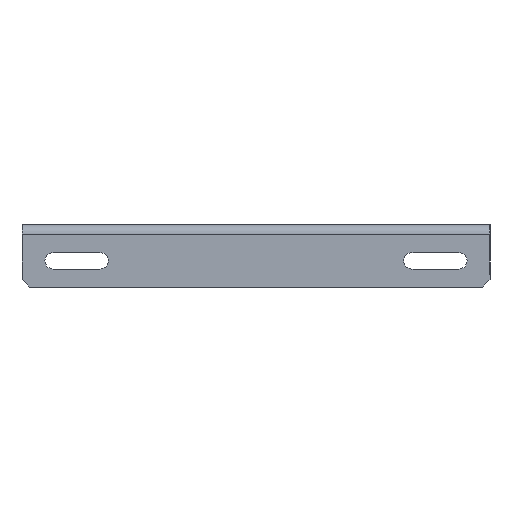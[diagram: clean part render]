
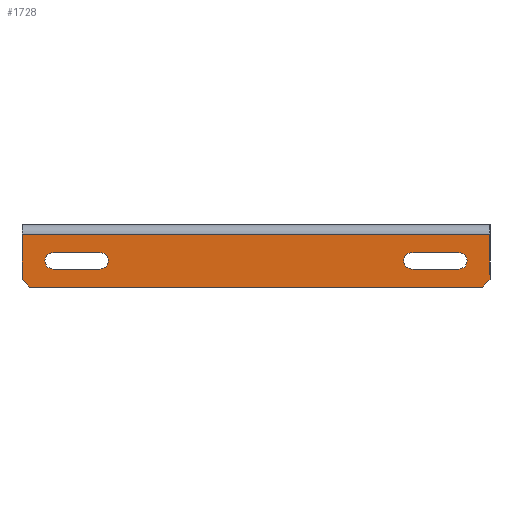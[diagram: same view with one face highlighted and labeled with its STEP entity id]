
A CAD part, front view. The second image highlights one B-rep face of the part: STEP entity #1728.
In plain terms, the highlighted planar face has unit normal (0, -1, 0).
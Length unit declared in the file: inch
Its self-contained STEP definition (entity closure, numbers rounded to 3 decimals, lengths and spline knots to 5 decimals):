
#31 = VERTEX_POINT ( 'NONE', #2541 ) ;
#59 = PLANE ( 'NONE',  #2181 ) ;
#111 = EDGE_CURVE ( 'NONE', #1446, #1692, #1589, .T. ) ;
#119 = VECTOR ( 'NONE', #2278, 39.37008 ) ;
#121 = CIRCLE ( 'NONE', #352, 0.133 ) ;
#180 = DIRECTION ( 'NONE',  ( 0., 1., 0. ) ) ;
#230 = DIRECTION ( 'NONE',  ( -1., 0., 0. ) ) ;
#240 = VECTOR ( 'NONE', #2339, 39.37008 ) ;
#271 = VERTEX_POINT ( 'NONE', #2126 ) ;
#302 = EDGE_CURVE ( 'NONE', #271, #764, #1742, .T. ) ;
#352 = AXIS2_PLACEMENT_3D ( 'NONE', #478, #773, #2053 ) ;
#365 = VECTOR ( 'NONE', #2077, 39.37008 ) ;
#397 = CARTESIAN_POINT ( 'NONE',  ( 3.75, -1.625, -0.154 ) ) ;
#417 = CARTESIAN_POINT ( 'NONE',  ( -3.75, -1.625, -1. ) ) ;
#428 = EDGE_CURVE ( 'NONE', #1675, #271, #963, .T. ) ;
#459 = EDGE_LOOP ( 'NONE', ( #1413, #1249, #1587, #1717 ) ) ;
#478 = CARTESIAN_POINT ( 'NONE',  ( -3.25, -1.625, -0.577 ) ) ;
#499 = CARTESIAN_POINT ( 'NONE',  ( 0., -1.625, -0.154 ) ) ;
#569 = DIRECTION ( 'NONE',  ( 0., 0., 1. ) ) ;
#576 = DIRECTION ( 'NONE',  ( 0., 1., 0. ) ) ;
#584 = VERTEX_POINT ( 'NONE', #397 ) ;
#629 = CARTESIAN_POINT ( 'NONE',  ( -3.25, -1.625, -0.444 ) ) ;
#667 = DIRECTION ( 'NONE',  ( 0.707, 0., 0.707 ) ) ;
#690 = ORIENTED_EDGE ( 'NONE', *, *, #111, .T. ) ;
#699 = ORIENTED_EDGE ( 'NONE', *, *, #2372, .T. ) ;
#713 = CARTESIAN_POINT ( 'NONE',  ( 3.25, -1.625, -0.577 ) ) ;
#723 = VECTOR ( 'NONE', #1431, 39.37008 ) ;
#763 = CARTESIAN_POINT ( 'NONE',  ( 2.5, -1.625, -0.577 ) ) ;
#764 = VERTEX_POINT ( 'NONE', #2538 ) ;
#773 = DIRECTION ( 'NONE',  ( 0., 1., 0. ) ) ;
#798 = LINE ( 'NONE', #1221, #723 ) ;
#805 = EDGE_CURVE ( 'NONE', #1245, #31, #1616, .T. ) ;
#833 = LINE ( 'NONE', #2331, #240 ) ;
#872 = CARTESIAN_POINT ( 'NONE',  ( 3.75, -1.625, -0.875 ) ) ;
#887 = LINE ( 'NONE', #499, #365 ) ;
#901 = DIRECTION ( 'NONE',  ( 0., 1., 0. ) ) ;
#903 = EDGE_CURVE ( 'NONE', #1454, #2377, #2291, .T. ) ;
#905 = EDGE_CURVE ( 'NONE', #2377, #1446, #833, .T. ) ;
#963 = LINE ( 'NONE', #2166, #1954 ) ;
#1035 = VECTOR ( 'NONE', #667, 39.37008 ) ;
#1051 = VECTOR ( 'NONE', #2122, 39.37008 ) ;
#1096 = AXIS2_PLACEMENT_3D ( 'NONE', #763, #901, #1417 ) ;
#1169 = CARTESIAN_POINT ( 'NONE',  ( 2.5, -1.625, -0.71 ) ) ;
#1187 = FACE_OUTER_BOUND ( 'NONE', #2452, .T. ) ;
#1199 = CARTESIAN_POINT ( 'NONE',  ( 2.5, -1.625, -0.444 ) ) ;
#1221 = CARTESIAN_POINT ( 'NONE',  ( 3.75, -1.625, -0.125 ) ) ;
#1241 = CARTESIAN_POINT ( 'NONE',  ( -3.75, -1.625, -0.875 ) ) ;
#1245 = VERTEX_POINT ( 'NONE', #1661 ) ;
#1249 = ORIENTED_EDGE ( 'NONE', *, *, #302, .T. ) ;
#1277 = LINE ( 'NONE', #2074, #119 ) ;
#1284 = VECTOR ( 'NONE', #1374, 39.37008 ) ;
#1293 = CARTESIAN_POINT ( 'NONE',  ( -3.25, -1.625, -0.444 ) ) ;
#1325 = VERTEX_POINT ( 'NONE', #1653 ) ;
#1334 = CARTESIAN_POINT ( 'NONE',  ( -3.75, -1.625, -0.154 ) ) ;
#1374 = DIRECTION ( 'NONE',  ( 1., 0., 0. ) ) ;
#1381 = VECTOR ( 'NONE', #230, 39.37008 ) ;
#1402 = CARTESIAN_POINT ( 'NONE',  ( -3.625, -1.625, -1. ) ) ;
#1410 = CIRCLE ( 'NONE', #1096, 0.133 ) ;
#1413 = ORIENTED_EDGE ( 'NONE', *, *, #428, .T. ) ;
#1417 = DIRECTION ( 'NONE',  ( 0., 0., -1. ) ) ;
#1431 = DIRECTION ( 'NONE',  ( 0., 0., 1. ) ) ;
#1446 = VERTEX_POINT ( 'NONE', #1402 ) ;
#1454 = VERTEX_POINT ( 'NONE', #1334 ) ;
#1459 = ORIENTED_EDGE ( 'NONE', *, *, #2424, .T. ) ;
#1469 = EDGE_CURVE ( 'NONE', #2539, #1245, #2350, .T. ) ;
#1534 = AXIS2_PLACEMENT_3D ( 'NONE', #713, #2118, #1980 ) ;
#1573 = AXIS2_PLACEMENT_3D ( 'NONE', #1907, #576, #569 ) ;
#1587 = ORIENTED_EDGE ( 'NONE', *, *, #1604, .T. ) ;
#1589 = LINE ( 'NONE', #2155, #1051 ) ;
#1604 = EDGE_CURVE ( 'NONE', #764, #1952, #1914, .T. ) ;
#1616 = CIRCLE ( 'NONE', #1573, 0.133 ) ;
#1653 = CARTESIAN_POINT ( 'NONE',  ( -3.25, -1.625, -0.71 ) ) ;
#1661 = CARTESIAN_POINT ( 'NONE',  ( -2.5, -1.625, -0.444 ) ) ;
#1666 = EDGE_CURVE ( 'NONE', #1987, #584, #798, .T. ) ;
#1668 = CARTESIAN_POINT ( 'NONE',  ( 3.75, -1.625, -0.875 ) ) ;
#1673 = FACE_BOUND ( 'NONE', #459, .T. ) ;
#1675 = VERTEX_POINT ( 'NONE', #1199 ) ;
#1692 = VERTEX_POINT ( 'NONE', #2244 ) ;
#1699 = ORIENTED_EDGE ( 'NONE', *, *, #1469, .T. ) ;
#1717 = ORIENTED_EDGE ( 'NONE', *, *, #1836, .T. ) ;
#1728 = ADVANCED_FACE ( 'NONE', ( #1673, #2135, #1187 ), #59, .F. ) ;
#1742 = CIRCLE ( 'NONE', #1534, 0.133 ) ;
#1765 = VECTOR ( 'NONE', #2396, 39.37008 ) ;
#1787 = EDGE_LOOP ( 'NONE', ( #699, #2016, #1699, #1918 ) ) ;
#1817 = EDGE_CURVE ( 'NONE', #1454, #584, #887, .T. ) ;
#1836 = EDGE_CURVE ( 'NONE', #1952, #1675, #1410, .T. ) ;
#1907 = CARTESIAN_POINT ( 'NONE',  ( -2.5, -1.625, -0.577 ) ) ;
#1914 = LINE ( 'NONE', #2220, #1381 ) ;
#1918 = ORIENTED_EDGE ( 'NONE', *, *, #805, .T. ) ;
#1929 = CARTESIAN_POINT ( 'NONE',  ( 0., -1.625, 0. ) ) ;
#1952 = VERTEX_POINT ( 'NONE', #1169 ) ;
#1954 = VECTOR ( 'NONE', #2205, 39.37008 ) ;
#1959 = EDGE_CURVE ( 'NONE', #1325, #2539, #121, .T. ) ;
#1980 = DIRECTION ( 'NONE',  ( 0., 0., -1. ) ) ;
#1987 = VERTEX_POINT ( 'NONE', #872 ) ;
#2016 = ORIENTED_EDGE ( 'NONE', *, *, #1959, .T. ) ;
#2043 = ORIENTED_EDGE ( 'NONE', *, *, #1817, .F. ) ;
#2053 = DIRECTION ( 'NONE',  ( 0., 0., 1. ) ) ;
#2074 = CARTESIAN_POINT ( 'NONE',  ( -3.25, -1.625, -0.71 ) ) ;
#2077 = DIRECTION ( 'NONE',  ( 1., 0., 0. ) ) ;
#2092 = LINE ( 'NONE', #1668, #1035 ) ;
#2118 = DIRECTION ( 'NONE',  ( 0., 1., 0. ) ) ;
#2122 = DIRECTION ( 'NONE',  ( 1., 0., 0. ) ) ;
#2126 = CARTESIAN_POINT ( 'NONE',  ( 3.25, -1.625, -0.444 ) ) ;
#2135 = FACE_BOUND ( 'NONE', #1787, .T. ) ;
#2152 = ORIENTED_EDGE ( 'NONE', *, *, #1666, .T. ) ;
#2155 = CARTESIAN_POINT ( 'NONE',  ( 3.75, -1.625, -1. ) ) ;
#2166 = CARTESIAN_POINT ( 'NONE',  ( 3.25, -1.625, -0.444 ) ) ;
#2181 = AXIS2_PLACEMENT_3D ( 'NONE', #1929, #180, #2399 ) ;
#2205 = DIRECTION ( 'NONE',  ( 1., 0., 0. ) ) ;
#2220 = CARTESIAN_POINT ( 'NONE',  ( 3.25, -1.625, -0.71 ) ) ;
#2244 = CARTESIAN_POINT ( 'NONE',  ( 3.625, -1.625, -1. ) ) ;
#2278 = DIRECTION ( 'NONE',  ( -1., 0., 0. ) ) ;
#2291 = LINE ( 'NONE', #417, #1765 ) ;
#2331 = CARTESIAN_POINT ( 'NONE',  ( -3.625, -1.625, -1. ) ) ;
#2339 = DIRECTION ( 'NONE',  ( 0.707, 0., -0.707 ) ) ;
#2350 = LINE ( 'NONE', #1293, #1284 ) ;
#2372 = EDGE_CURVE ( 'NONE', #31, #1325, #1277, .T. ) ;
#2377 = VERTEX_POINT ( 'NONE', #1241 ) ;
#2396 = DIRECTION ( 'NONE',  ( 0., 0., -1. ) ) ;
#2399 = DIRECTION ( 'NONE',  ( 0., 0., 1. ) ) ;
#2424 = EDGE_CURVE ( 'NONE', #1692, #1987, #2092, .T. ) ;
#2452 = EDGE_LOOP ( 'NONE', ( #690, #1459, #2152, #2043, #2458, #2473 ) ) ;
#2458 = ORIENTED_EDGE ( 'NONE', *, *, #903, .T. ) ;
#2473 = ORIENTED_EDGE ( 'NONE', *, *, #905, .T. ) ;
#2538 = CARTESIAN_POINT ( 'NONE',  ( 3.25, -1.625, -0.71 ) ) ;
#2539 = VERTEX_POINT ( 'NONE', #629 ) ;
#2541 = CARTESIAN_POINT ( 'NONE',  ( -2.5, -1.625, -0.71 ) ) ;
